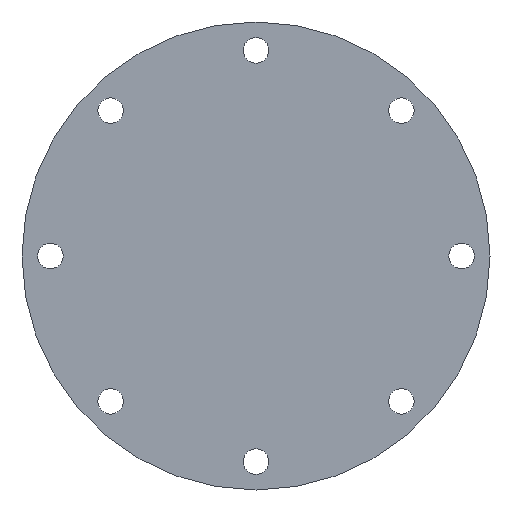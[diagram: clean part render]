
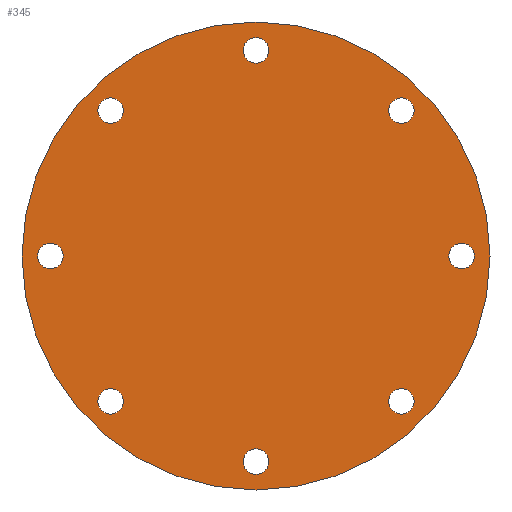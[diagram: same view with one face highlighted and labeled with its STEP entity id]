
A CAD part, left-side view. The second image highlights one B-rep face of the part: STEP entity #345.
In plain terms, the highlighted planar face has unit normal (-1, 0, 0).
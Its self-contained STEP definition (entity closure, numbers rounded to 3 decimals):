
#25=FACE_BOUND('',#77,.T.);
#26=FACE_BOUND('',#78,.T.);
#27=FACE_BOUND('',#79,.T.);
#28=FACE_BOUND('',#80,.T.);
#29=FACE_BOUND('',#81,.T.);
#30=FACE_BOUND('',#82,.T.);
#31=FACE_BOUND('',#83,.T.);
#32=FACE_BOUND('',#84,.T.);
#36=PLANE('',#416);
#51=FACE_OUTER_BOUND('',#76,.T.);
#76=EDGE_LOOP('',(#310,#311));
#77=EDGE_LOOP('',(#312));
#78=EDGE_LOOP('',(#313));
#79=EDGE_LOOP('',(#314));
#80=EDGE_LOOP('',(#315));
#81=EDGE_LOOP('',(#316));
#82=EDGE_LOOP('',(#317));
#83=EDGE_LOOP('',(#318));
#84=EDGE_LOOP('',(#319));
#109=CIRCLE('',#369,4.5);
#112=CIRCLE('',#373,4.5);
#115=CIRCLE('',#377,4.5);
#118=CIRCLE('',#381,4.5);
#121=CIRCLE('',#385,4.5);
#124=CIRCLE('',#389,4.5);
#127=CIRCLE('',#393,4.5);
#130=CIRCLE('',#397,4.5);
#141=CIRCLE('',#414,82.5);
#142=CIRCLE('',#415,82.5);
#145=VERTEX_POINT('',#538);
#148=VERTEX_POINT('',#546);
#151=VERTEX_POINT('',#554);
#154=VERTEX_POINT('',#562);
#157=VERTEX_POINT('',#570);
#160=VERTEX_POINT('',#578);
#163=VERTEX_POINT('',#586);
#166=VERTEX_POINT('',#594);
#177=VERTEX_POINT('',#625);
#178=VERTEX_POINT('',#626);
#182=EDGE_CURVE('',#145,#145,#109,.T.);
#186=EDGE_CURVE('',#148,#148,#112,.T.);
#190=EDGE_CURVE('',#151,#151,#115,.T.);
#194=EDGE_CURVE('',#154,#154,#118,.T.);
#198=EDGE_CURVE('',#157,#157,#121,.T.);
#202=EDGE_CURVE('',#160,#160,#124,.T.);
#206=EDGE_CURVE('',#163,#163,#127,.T.);
#210=EDGE_CURVE('',#166,#166,#130,.T.);
#223=EDGE_CURVE('',#177,#178,#141,.T.);
#224=EDGE_CURVE('',#178,#177,#142,.T.);
#310=ORIENTED_EDGE('',*,*,#223,.T.);
#311=ORIENTED_EDGE('',*,*,#224,.T.);
#312=ORIENTED_EDGE('',*,*,#182,.T.);
#313=ORIENTED_EDGE('',*,*,#186,.T.);
#314=ORIENTED_EDGE('',*,*,#190,.T.);
#315=ORIENTED_EDGE('',*,*,#194,.T.);
#316=ORIENTED_EDGE('',*,*,#198,.T.);
#317=ORIENTED_EDGE('',*,*,#202,.T.);
#318=ORIENTED_EDGE('',*,*,#206,.T.);
#319=ORIENTED_EDGE('',*,*,#210,.T.);
#345=ADVANCED_FACE('',(#51,#25,#26,#27,#28,#29,#30,#31,#32),#36,.T.);
#369=AXIS2_PLACEMENT_3D('',#540,#426,#427);
#373=AXIS2_PLACEMENT_3D('',#548,#435,#436);
#377=AXIS2_PLACEMENT_3D('',#556,#444,#445);
#381=AXIS2_PLACEMENT_3D('',#564,#453,#454);
#385=AXIS2_PLACEMENT_3D('',#572,#462,#463);
#389=AXIS2_PLACEMENT_3D('',#580,#471,#472);
#393=AXIS2_PLACEMENT_3D('',#588,#480,#481);
#397=AXIS2_PLACEMENT_3D('',#596,#489,#490);
#414=AXIS2_PLACEMENT_3D('',#627,#525,#526);
#415=AXIS2_PLACEMENT_3D('',#628,#527,#528);
#416=AXIS2_PLACEMENT_3D('',#630,#530,#531);
#426=DIRECTION('center_axis',(1.,0.,0.));
#427=DIRECTION('ref_axis',(0.,0.707,-0.707));
#435=DIRECTION('center_axis',(1.,0.,0.));
#436=DIRECTION('ref_axis',(0.,1.,0.));
#444=DIRECTION('center_axis',(1.,0.,0.));
#445=DIRECTION('ref_axis',(0.,0.707,0.707));
#453=DIRECTION('center_axis',(1.,0.,0.));
#454=DIRECTION('ref_axis',(0.,0.,1.));
#462=DIRECTION('center_axis',(1.,0.,0.));
#463=DIRECTION('ref_axis',(0.,-0.707,0.707));
#471=DIRECTION('center_axis',(1.,0.,0.));
#472=DIRECTION('ref_axis',(0.,-1.,0.));
#480=DIRECTION('center_axis',(1.,0.,0.));
#481=DIRECTION('ref_axis',(0.,-0.707,-0.707));
#489=DIRECTION('center_axis',(1.,0.,0.));
#490=DIRECTION('ref_axis',(0.,0.,-1.));
#525=DIRECTION('center_axis',(-1.,0.,0.));
#526=DIRECTION('ref_axis',(0.,0.,1.));
#527=DIRECTION('center_axis',(-1.,0.,0.));
#528=DIRECTION('ref_axis',(0.,0.,1.));
#530=DIRECTION('center_axis',(-1.,0.,0.));
#531=DIRECTION('ref_axis',(0.,0.,1.));
#538=CARTESIAN_POINT('',(-12.,-54.447,54.447));
#540=CARTESIAN_POINT('Origin',(-12.,-51.265,51.265));
#546=CARTESIAN_POINT('',(-12.,-77.,0.));
#548=CARTESIAN_POINT('Origin',(-12.,-72.5,0.));
#554=CARTESIAN_POINT('',(-12.,-54.447,-54.447));
#556=CARTESIAN_POINT('Origin',(-12.,-51.265,-51.265));
#562=CARTESIAN_POINT('',(-12.,0.,-77.));
#564=CARTESIAN_POINT('Origin',(-12.,0.,-72.5));
#570=CARTESIAN_POINT('',(-12.,54.447,-54.447));
#572=CARTESIAN_POINT('Origin',(-12.,51.265,-51.265));
#578=CARTESIAN_POINT('',(-12.,77.,0.));
#580=CARTESIAN_POINT('Origin',(-12.,72.5,0.));
#586=CARTESIAN_POINT('',(-12.,54.447,54.447));
#588=CARTESIAN_POINT('Origin',(-12.,51.265,51.265));
#594=CARTESIAN_POINT('',(-12.,0.,77.));
#596=CARTESIAN_POINT('Origin',(-12.,0.,72.5));
#625=CARTESIAN_POINT('',(-12.,0.,82.5));
#626=CARTESIAN_POINT('',(-12.,0.,-82.5));
#627=CARTESIAN_POINT('Origin',(-12.,0.,0.));
#628=CARTESIAN_POINT('Origin',(-12.,0.,0.));
#630=CARTESIAN_POINT('Origin',(-12.,0.,0.));
